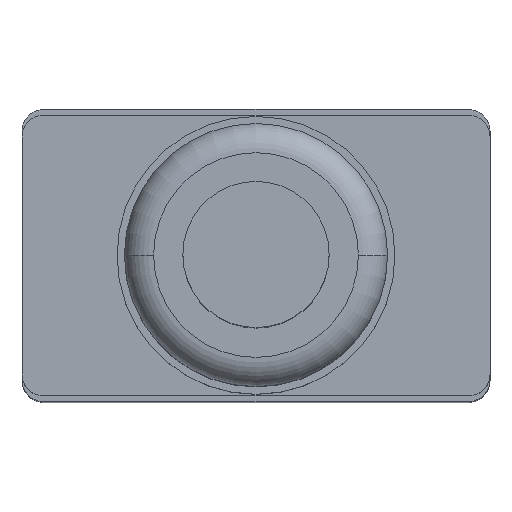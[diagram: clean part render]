
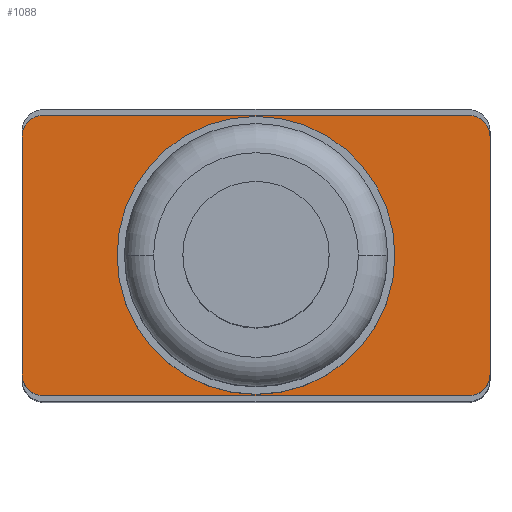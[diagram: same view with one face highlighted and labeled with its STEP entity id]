
A CAD part, top view. The second image highlights one B-rep face of the part: STEP entity #1088.
In plain terms, the highlighted planar face has unit normal (0, 0, 1).
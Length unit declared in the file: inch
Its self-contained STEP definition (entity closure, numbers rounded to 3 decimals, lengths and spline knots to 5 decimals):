
#41=DIRECTION('',(-1.,0.,0.));
#42=VECTOR('',#41,0.29);
#43=CARTESIAN_POINT('',(0.145,-0.096,0.));
#44=LINE('',#43,#42);
#45=DIRECTION('',(0.,1.,0.));
#46=VECTOR('',#45,0.162);
#47=CARTESIAN_POINT('',(-0.16,-0.081,0.));
#48=LINE('',#47,#46);
#49=DIRECTION('',(1.,0.,0.));
#50=VECTOR('',#49,0.29);
#51=CARTESIAN_POINT('',(-0.145,0.096,0.));
#52=LINE('',#51,#50);
#53=DIRECTION('',(0.,-1.,0.));
#54=VECTOR('',#53,0.162);
#55=CARTESIAN_POINT('',(0.16,0.081,0.));
#56=LINE('',#55,#54);
#57=CARTESIAN_POINT('',(0.,0.,0.));
#58=DIRECTION('',(0.,0.,1.));
#59=DIRECTION('',(1.,0.,0.));
#60=AXIS2_PLACEMENT_3D('',#57,#58,#59);
#62=CARTESIAN_POINT('',(0.,0.,0.));
#63=DIRECTION('',(0.,0.,1.));
#64=DIRECTION('',(-1.,0.,0.));
#65=AXIS2_PLACEMENT_3D('',#62,#63,#64);
#80=CARTESIAN_POINT('',(0.145,-0.081,0.));
#81=DIRECTION('',(0.,0.,1.));
#82=DIRECTION('',(0.,-1.,0.));
#83=AXIS2_PLACEMENT_3D('',#80,#81,#82);
#98=CARTESIAN_POINT('',(0.145,0.081,0.));
#99=DIRECTION('',(0.,0.,1.));
#100=DIRECTION('',(1.,0.,0.));
#101=AXIS2_PLACEMENT_3D('',#98,#99,#100);
#116=CARTESIAN_POINT('',(-0.145,0.081,0.));
#117=DIRECTION('',(0.,0.,1.));
#118=DIRECTION('',(0.,1.,0.));
#119=AXIS2_PLACEMENT_3D('',#116,#117,#118);
#134=CARTESIAN_POINT('',(-0.145,-0.081,0.));
#135=DIRECTION('',(0.,0.,1.));
#136=DIRECTION('',(-1.,0.,0.));
#137=AXIS2_PLACEMENT_3D('',#134,#135,#136);
#793=CARTESIAN_POINT('',(0.095,0.,0.));
#794=CARTESIAN_POINT('',(-0.095,0.,0.));
#795=VERTEX_POINT('',#793);
#796=VERTEX_POINT('',#794);
#798=CARTESIAN_POINT('',(0.16,-0.081,0.));
#800=VERTEX_POINT('',#798);
#803=CARTESIAN_POINT('',(0.145,-0.096,0.));
#804=VERTEX_POINT('',#803);
#806=CARTESIAN_POINT('',(0.145,0.096,0.));
#808=VERTEX_POINT('',#806);
#811=CARTESIAN_POINT('',(0.16,0.081,0.));
#812=VERTEX_POINT('',#811);
#814=CARTESIAN_POINT('',(-0.16,0.081,0.));
#816=VERTEX_POINT('',#814);
#819=CARTESIAN_POINT('',(-0.145,0.096,0.));
#820=VERTEX_POINT('',#819);
#822=CARTESIAN_POINT('',(-0.145,-0.096,0.));
#824=VERTEX_POINT('',#822);
#827=CARTESIAN_POINT('',(-0.16,-0.081,0.));
#828=VERTEX_POINT('',#827);
#1060=CARTESIAN_POINT('',(0.,0.,0.));
#1061=DIRECTION('',(0.,0.,-1.));
#1062=DIRECTION('',(0.,1.,0.));
#1063=AXIS2_PLACEMENT_3D('',#1060,#1061,#1062);
#1064=PLANE('',#1063);
#1066=ORIENTED_EDGE('',*,*,#1065,.F.);
#1068=ORIENTED_EDGE('',*,*,#1067,.T.);
#1070=ORIENTED_EDGE('',*,*,#1069,.F.);
#1072=ORIENTED_EDGE('',*,*,#1071,.T.);
#1074=ORIENTED_EDGE('',*,*,#1073,.F.);
#1076=ORIENTED_EDGE('',*,*,#1075,.T.);
#1078=ORIENTED_EDGE('',*,*,#1077,.F.);
#1080=ORIENTED_EDGE('',*,*,#1079,.T.);
#1081=EDGE_LOOP('',(#1066,#1068,#1070,#1072,#1074,#1076,#1078,#1080));
#1082=FACE_OUTER_BOUND('',#1081,.F.);
#1083=ORIENTED_EDGE('',*,*,#1043,.T.);
#1085=ORIENTED_EDGE('',*,*,#1084,.T.);
#1086=EDGE_LOOP('',(#1083,#1085));
#1087=FACE_BOUND('',#1086,.F.);
#1088=ADVANCED_FACE('',(#1082,#1087),#1064,.F.);
#61=CIRCLE('',#60,0.095);
#66=CIRCLE('',#65,0.095);
#84=CIRCLE('',#83,0.015);
#102=CIRCLE('',#101,0.015);
#120=CIRCLE('',#119,0.015);
#138=CIRCLE('',#137,0.015);
#1043=EDGE_CURVE('',#795,#796,#61,.T.);
#1065=EDGE_CURVE('',#804,#800,#84,.T.);
#1067=EDGE_CURVE('',#804,#824,#44,.T.);
#1069=EDGE_CURVE('',#828,#824,#138,.T.);
#1071=EDGE_CURVE('',#828,#816,#48,.T.);
#1073=EDGE_CURVE('',#820,#816,#120,.T.);
#1075=EDGE_CURVE('',#820,#808,#52,.T.);
#1077=EDGE_CURVE('',#812,#808,#102,.T.);
#1079=EDGE_CURVE('',#812,#800,#56,.T.);
#1084=EDGE_CURVE('',#796,#795,#66,.T.);
